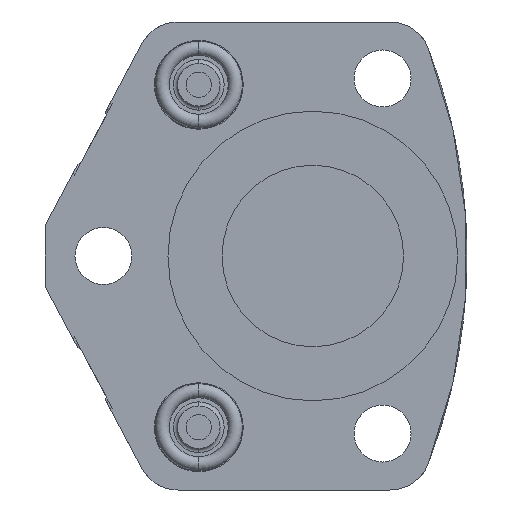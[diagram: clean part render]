
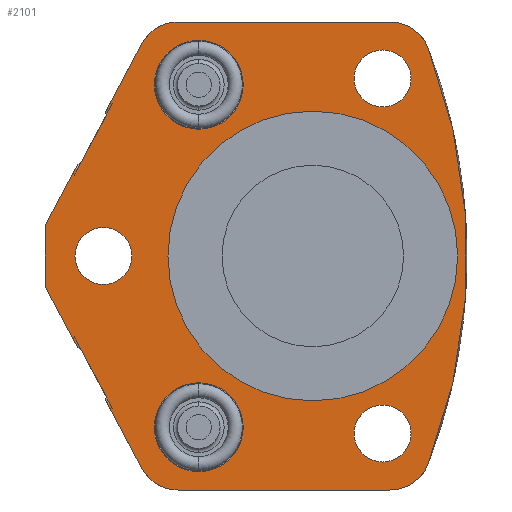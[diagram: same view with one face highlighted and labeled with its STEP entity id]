
A CAD part, front view. The second image highlights one B-rep face of the part: STEP entity #2101.
In plain terms, the highlighted planar face has unit normal (0, -1, 0).
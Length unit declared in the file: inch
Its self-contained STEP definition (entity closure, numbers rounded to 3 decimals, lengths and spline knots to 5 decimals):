
#151=CARTESIAN_POINT('',(0.,0.,0.));
#152=DIRECTION('',(0.,-1.,0.));
#153=DIRECTION('',(1.,0.,0.));
#154=AXIS2_PLACEMENT_3D('',#151,#152,#153);
#156=CARTESIAN_POINT('',(0.,0.,0.));
#157=DIRECTION('',(0.,1.,0.));
#158=DIRECTION('',(1.,0.,0.));
#159=AXIS2_PLACEMENT_3D('',#156,#157,#158);
#161=CARTESIAN_POINT('',(0.344,0.,0.875));
#162=DIRECTION('',(0.,-1.,0.));
#163=DIRECTION('',(1.,0.,0.));
#164=AXIS2_PLACEMENT_3D('',#161,#162,#163);
#166=CARTESIAN_POINT('',(0.344,0.,0.875));
#167=DIRECTION('',(0.,-1.,0.));
#168=DIRECTION('',(-1.,0.,0.));
#169=AXIS2_PLACEMENT_3D('',#166,#167,#168);
#171=CARTESIAN_POINT('',(0.344,0.,-0.875));
#172=DIRECTION('',(0.,-1.,0.));
#173=DIRECTION('',(1.,0.,0.));
#174=AXIS2_PLACEMENT_3D('',#171,#172,#173);
#176=CARTESIAN_POINT('',(0.344,0.,-0.875));
#177=DIRECTION('',(0.,-1.,0.));
#178=DIRECTION('',(-1.,0.,0.));
#179=AXIS2_PLACEMENT_3D('',#176,#177,#178);
#181=CARTESIAN_POINT('',(-1.032,0.,0.));
#182=DIRECTION('',(0.,-1.,0.));
#183=DIRECTION('',(1.,0.,0.));
#184=AXIS2_PLACEMENT_3D('',#181,#182,#183);
#186=CARTESIAN_POINT('',(-1.032,0.,0.));
#187=DIRECTION('',(0.,-1.,0.));
#188=DIRECTION('',(-1.,0.,0.));
#189=AXIS2_PLACEMENT_3D('',#186,#187,#188);
#191=DIRECTION('',(-0.469,0.,-0.883));
#192=VECTOR('',#191,0.33929);
#193=CARTESIAN_POINT('',(-1.00197,0.,0.72489));
#194=LINE('',#193,#192);
#195=DIRECTION('',(0.883,0.,-0.469));
#196=VECTOR('',#195,0.01);
#197=CARTESIAN_POINT('',(-1.0108,0.,0.72959));
#198=LINE('',#197,#196);
#199=DIRECTION('',(0.469,0.,0.883));
#200=VECTOR('',#199,0.35814);
#201=CARTESIAN_POINT('',(-1.0108,0.,0.72959));
#202=LINE('',#201,#200);
#203=DIRECTION('',(1.,0.,0.));
#204=VECTOR('',#203,1.04331);
#205=CARTESIAN_POINT('',(-0.66342,0.,1.1535));
#206=LINE('',#205,#204);
#207=CARTESIAN_POINT('',(-2.082,0.,0.));
#208=DIRECTION('',(0.,-1.,0.));
#209=DIRECTION('',(0.933,0.,-0.36));
#210=AXIS2_PLACEMENT_3D('',#207,#208,#209);
#212=DIRECTION('',(-1.,0.,0.));
#213=VECTOR('',#212,1.04331);
#214=CARTESIAN_POINT('',(0.37988,0.,-1.1535));
#215=LINE('',#214,#213);
#216=DIRECTION('',(0.469,0.,-0.883));
#217=VECTOR('',#216,0.35814);
#218=CARTESIAN_POINT('',(-1.0108,0.,-0.72959));
#219=LINE('',#218,#217);
#220=DIRECTION('',(0.883,0.,0.469));
#221=VECTOR('',#220,0.01);
#222=CARTESIAN_POINT('',(-1.0108,0.,-0.72959));
#223=LINE('',#222,#221);
#224=DIRECTION('',(0.469,0.,-0.883));
#225=VECTOR('',#224,0.33929);
#226=CARTESIAN_POINT('',(-1.16126,0.,-0.42531));
#227=LINE('',#226,#225);
#228=DIRECTION('',(0.883,0.,0.469));
#229=VECTOR('',#228,0.01);
#230=CARTESIAN_POINT('',(-1.17008,0.,-0.43001));
#231=LINE('',#230,#229);
#232=DIRECTION('',(0.469,0.,-0.883));
#233=VECTOR('',#232,0.31933);
#234=CARTESIAN_POINT('',(-1.32,0.,-0.14806));
#235=LINE('',#234,#233);
#236=DIRECTION('',(0.,0.,-1.));
#237=VECTOR('',#236,0.29612);
#238=CARTESIAN_POINT('',(-1.32,0.,0.14806));
#239=LINE('',#238,#237);
#240=DIRECTION('',(0.469,0.,0.883));
#241=VECTOR('',#240,0.31933);
#242=CARTESIAN_POINT('',(-1.32,0.,0.14806));
#243=LINE('',#242,#241);
#244=DIRECTION('',(0.883,0.,-0.469));
#245=VECTOR('',#244,0.01);
#246=CARTESIAN_POINT('',(-1.17008,0.,0.43001));
#247=LINE('',#246,#245);
#248=CARTESIAN_POINT('',(-0.562,0.,-0.844));
#249=DIRECTION('',(0.,1.,0.));
#250=DIRECTION('',(-1.,0.,0.));
#251=AXIS2_PLACEMENT_3D('',#248,#249,#250);
#253=CARTESIAN_POINT('',(-0.562,0.,-0.844));
#254=DIRECTION('',(0.,1.,0.));
#255=DIRECTION('',(1.,0.,0.));
#256=AXIS2_PLACEMENT_3D('',#253,#254,#255);
#258=CARTESIAN_POINT('',(-0.562,0.,0.844));
#259=DIRECTION('',(0.,1.,0.));
#260=DIRECTION('',(-1.,0.,0.));
#261=AXIS2_PLACEMENT_3D('',#258,#259,#260);
#263=CARTESIAN_POINT('',(-0.562,0.,0.844));
#264=DIRECTION('',(0.,1.,0.));
#265=DIRECTION('',(1.,0.,0.));
#266=AXIS2_PLACEMENT_3D('',#263,#264,#265);
#631=CARTESIAN_POINT('',(-0.66342,0.,-0.9505));
#632=DIRECTION('',(0.,-1.,0.));
#633=DIRECTION('',(-0.883,0.,-0.469));
#634=AXIS2_PLACEMENT_3D('',#631,#632,#633);
#655=CARTESIAN_POINT('',(0.37988,0.,-0.9505));
#656=DIRECTION('',(0.,-1.,0.));
#657=DIRECTION('',(0.,0.,-1.));
#658=AXIS2_PLACEMENT_3D('',#655,#656,#657);
#668=CARTESIAN_POINT('',(0.37988,0.,0.9505));
#669=DIRECTION('',(0.,-1.,0.));
#670=DIRECTION('',(0.933,0.,0.36));
#671=AXIS2_PLACEMENT_3D('',#668,#669,#670);
#692=CARTESIAN_POINT('',(-0.66342,0.,0.9505));
#693=DIRECTION('',(0.,-1.,0.));
#694=DIRECTION('',(0.,0.,1.));
#695=AXIS2_PLACEMENT_3D('',#692,#693,#694);
#1558=CARTESIAN_POINT('',(0.714,0.,0.));
#1560=VERTEX_POINT('',#1558);
#1562=CARTESIAN_POINT('',(-0.714,0.,0.));
#1564=VERTEX_POINT('',#1562);
#1565=CARTESIAN_POINT('',(-1.32,0.,0.14806));
#1566=CARTESIAN_POINT('',(-1.32,0.,-0.14806));
#1567=VERTEX_POINT('',#1565);
#1568=VERTEX_POINT('',#1566);
#1569=CARTESIAN_POINT('',(0.4845,0.,0.875));
#1570=CARTESIAN_POINT('',(0.2035,0.,0.875));
#1571=VERTEX_POINT('',#1569);
#1572=VERTEX_POINT('',#1570);
#1603=CARTESIAN_POINT('',(-1.16126,0.,-0.42531));
#1604=CARTESIAN_POINT('',(-1.00197,0.,-0.72489));
#1605=VERTEX_POINT('',#1603);
#1606=VERTEX_POINT('',#1604);
#1607=CARTESIAN_POINT('',(-1.17008,0.,-0.43001));
#1608=VERTEX_POINT('',#1607);
#1609=CARTESIAN_POINT('',(-1.0108,0.,-0.72959));
#1610=VERTEX_POINT('',#1609);
#1632=CARTESIAN_POINT('',(-1.00197,0.,0.72489));
#1633=CARTESIAN_POINT('',(-1.16126,0.,0.42531));
#1634=VERTEX_POINT('',#1632);
#1635=VERTEX_POINT('',#1633);
#1636=CARTESIAN_POINT('',(-1.0108,0.,0.72959));
#1637=VERTEX_POINT('',#1636);
#1638=CARTESIAN_POINT('',(-1.17008,0.,0.43001));
#1639=VERTEX_POINT('',#1638);
#1665=CARTESIAN_POINT('',(-0.781,0.,-0.844));
#1666=CARTESIAN_POINT('',(-0.343,0.,-0.844));
#1667=VERTEX_POINT('',#1665);
#1668=VERTEX_POINT('',#1666);
#1685=CARTESIAN_POINT('',(-0.781,0.,0.844));
#1686=CARTESIAN_POINT('',(-0.343,0.,0.844));
#1687=VERTEX_POINT('',#1685);
#1688=VERTEX_POINT('',#1686);
#1715=CARTESIAN_POINT('',(0.37988,0.,-1.1535));
#1716=CARTESIAN_POINT('',(0.56926,0.,-1.02362));
#1717=VERTEX_POINT('',#1715);
#1718=VERTEX_POINT('',#1716);
#1719=CARTESIAN_POINT('',(0.56926,0.,1.02362));
#1720=CARTESIAN_POINT('',(0.37988,0.,1.1535));
#1721=VERTEX_POINT('',#1719);
#1722=VERTEX_POINT('',#1720);
#1723=CARTESIAN_POINT('',(-0.66342,0.,1.1535));
#1724=CARTESIAN_POINT('',(-0.84266,0.,1.0458));
#1725=VERTEX_POINT('',#1723);
#1726=VERTEX_POINT('',#1724);
#1727=CARTESIAN_POINT('',(-0.84266,0.,-1.0458));
#1728=CARTESIAN_POINT('',(-0.66342,0.,-1.1535));
#1729=VERTEX_POINT('',#1727);
#1730=VERTEX_POINT('',#1728);
#1731=CARTESIAN_POINT('',(0.4845,0.,-0.875));
#1732=CARTESIAN_POINT('',(0.2035,0.,-0.875));
#1733=VERTEX_POINT('',#1731);
#1734=VERTEX_POINT('',#1732);
#1735=CARTESIAN_POINT('',(-0.8915,0.,0.));
#1736=CARTESIAN_POINT('',(-1.1725,0.,0.));
#1737=VERTEX_POINT('',#1735);
#1738=VERTEX_POINT('',#1736);
#2024=CARTESIAN_POINT('',(0.,0.,0.));
#2025=DIRECTION('',(0.,-1.,0.));
#2026=DIRECTION('',(-1.,0.,0.));
#2027=AXIS2_PLACEMENT_3D('',#2024,#2025,#2026);
#2028=PLANE('',#2027);
#2030=ORIENTED_EDGE('',*,*,#2029,.F.);
#2032=ORIENTED_EDGE('',*,*,#2031,.F.);
#2034=ORIENTED_EDGE('',*,*,#2033,.T.);
#2036=ORIENTED_EDGE('',*,*,#2035,.F.);
#2038=ORIENTED_EDGE('',*,*,#2037,.T.);
#2040=ORIENTED_EDGE('',*,*,#2039,.F.);
#2042=ORIENTED_EDGE('',*,*,#2041,.F.);
#2044=ORIENTED_EDGE('',*,*,#2043,.F.);
#2046=ORIENTED_EDGE('',*,*,#2045,.T.);
#2048=ORIENTED_EDGE('',*,*,#2047,.F.);
#2050=ORIENTED_EDGE('',*,*,#2049,.F.);
#2052=ORIENTED_EDGE('',*,*,#2051,.T.);
#2054=ORIENTED_EDGE('',*,*,#2053,.F.);
#2056=ORIENTED_EDGE('',*,*,#2055,.F.);
#2058=ORIENTED_EDGE('',*,*,#2057,.F.);
#2060=ORIENTED_EDGE('',*,*,#2059,.F.);
#2062=ORIENTED_EDGE('',*,*,#2061,.T.);
#2064=ORIENTED_EDGE('',*,*,#2063,.T.);
#2065=EDGE_LOOP('',(#2030,#2032,#2034,#2036,#2038,#2040,#2042,#2044,#2046,#2048,
#2050,#2052,#2054,#2056,#2058,#2060,#2062,#2064));
#2066=FACE_OUTER_BOUND('',#2065,.F.);
#2068=ORIENTED_EDGE('',*,*,#2067,.T.);
#2070=ORIENTED_EDGE('',*,*,#2069,.T.);
#2071=EDGE_LOOP('',(#2068,#2070));
#2072=FACE_BOUND('',#2071,.F.);
#2073=ORIENTED_EDGE('',*,*,#2004,.T.);
#2074=ORIENTED_EDGE('',*,*,#2018,.T.);
#2075=EDGE_LOOP('',(#2073,#2074));
#2076=FACE_BOUND('',#2075,.F.);
#2078=ORIENTED_EDGE('',*,*,#2077,.T.);
#2080=ORIENTED_EDGE('',*,*,#2079,.T.);
#2081=EDGE_LOOP('',(#2078,#2080));
#2082=FACE_BOUND('',#2081,.F.);
#2084=ORIENTED_EDGE('',*,*,#2083,.T.);
#2086=ORIENTED_EDGE('',*,*,#2085,.F.);
#2087=EDGE_LOOP('',(#2084,#2086));
#2088=FACE_BOUND('',#2087,.F.);
#2090=ORIENTED_EDGE('',*,*,#2089,.F.);
#2092=ORIENTED_EDGE('',*,*,#2091,.F.);
#2093=EDGE_LOOP('',(#2090,#2092));
#2094=FACE_BOUND('',#2093,.F.);
#2096=ORIENTED_EDGE('',*,*,#2095,.F.);
#2098=ORIENTED_EDGE('',*,*,#2097,.F.);
#2099=EDGE_LOOP('',(#2096,#2098));
#2100=FACE_BOUND('',#2099,.F.);
#2101=ADVANCED_FACE('',(#2066,#2072,#2076,#2082,#2088,#2094,#2100),#2028,.T.);
#155=CIRCLE('',#154,0.714);
#160=CIRCLE('',#159,0.714);
#165=CIRCLE('',#164,0.1405);
#170=CIRCLE('',#169,0.1405);
#175=CIRCLE('',#174,0.1405);
#180=CIRCLE('',#179,0.1405);
#185=CIRCLE('',#184,0.1405);
#190=CIRCLE('',#189,0.1405);
#211=CIRCLE('',#210,2.842);
#252=CIRCLE('',#251,0.219);
#257=CIRCLE('',#256,0.219);
#262=CIRCLE('',#261,0.219);
#267=CIRCLE('',#266,0.219);
#635=CIRCLE('',#634,0.203);
#659=CIRCLE('',#658,0.203);
#672=CIRCLE('',#671,0.203);
#696=CIRCLE('',#695,0.203);
#2004=EDGE_CURVE('',#1733,#1734,#175,.T.);
#2018=EDGE_CURVE('',#1734,#1733,#180,.T.);
#2029=EDGE_CURVE('',#1634,#1635,#194,.T.);
#2031=EDGE_CURVE('',#1637,#1634,#198,.T.);
#2033=EDGE_CURVE('',#1637,#1726,#202,.T.);
#2035=EDGE_CURVE('',#1725,#1726,#696,.T.);
#2037=EDGE_CURVE('',#1725,#1722,#206,.T.);
#2039=EDGE_CURVE('',#1721,#1722,#672,.T.);
#2041=EDGE_CURVE('',#1718,#1721,#211,.T.);
#2043=EDGE_CURVE('',#1717,#1718,#659,.T.);
#2045=EDGE_CURVE('',#1717,#1730,#215,.T.);
#2047=EDGE_CURVE('',#1729,#1730,#635,.T.);
#2049=EDGE_CURVE('',#1610,#1729,#219,.T.);
#2051=EDGE_CURVE('',#1610,#1606,#223,.T.);
#2053=EDGE_CURVE('',#1605,#1606,#227,.T.);
#2055=EDGE_CURVE('',#1608,#1605,#231,.T.);
#2057=EDGE_CURVE('',#1568,#1608,#235,.T.);
#2059=EDGE_CURVE('',#1567,#1568,#239,.T.);
#2061=EDGE_CURVE('',#1567,#1639,#243,.T.);
#2063=EDGE_CURVE('',#1639,#1635,#247,.T.);
#2067=EDGE_CURVE('',#1571,#1572,#165,.T.);
#2069=EDGE_CURVE('',#1572,#1571,#170,.T.);
#2077=EDGE_CURVE('',#1737,#1738,#185,.T.);
#2079=EDGE_CURVE('',#1738,#1737,#190,.T.);
#2083=EDGE_CURVE('',#1560,#1564,#155,.T.);
#2085=EDGE_CURVE('',#1560,#1564,#160,.T.);
#2089=EDGE_CURVE('',#1667,#1668,#252,.T.);
#2091=EDGE_CURVE('',#1668,#1667,#257,.T.);
#2095=EDGE_CURVE('',#1687,#1688,#262,.T.);
#2097=EDGE_CURVE('',#1688,#1687,#267,.T.);
